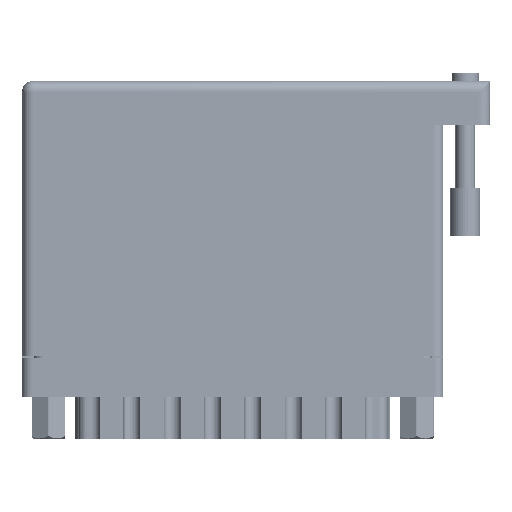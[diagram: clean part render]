
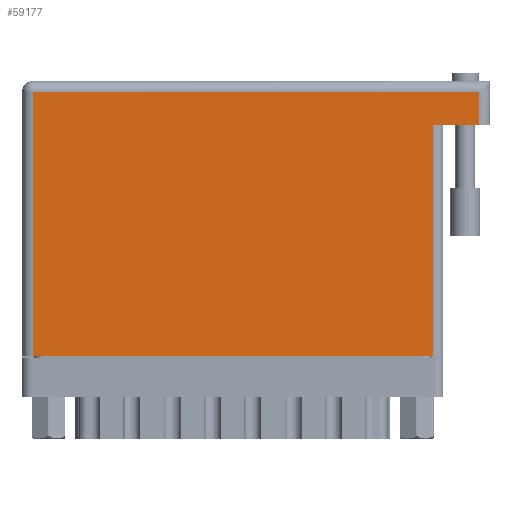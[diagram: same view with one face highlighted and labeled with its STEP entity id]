
A CAD part, front view. The second image highlights one B-rep face of the part: STEP entity #59177.
In plain terms, the highlighted face is planar.
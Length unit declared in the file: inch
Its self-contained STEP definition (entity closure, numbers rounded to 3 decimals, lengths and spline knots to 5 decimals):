
#937 = ORIENTED_EDGE ( 'NONE', *, *, #76984, .T. ) ;
#2136 = CARTESIAN_POINT ( 'NONE',  ( 2.648, 1.495, 0. ) ) ;
#3990 = CARTESIAN_POINT ( 'NONE',  ( 0.07, 1.705, 0. ) ) ;
#5908 = DIRECTION ( 'NONE',  ( 0., 0., -1. ) ) ;
#6606 = EDGE_CURVE ( 'NONE', #40105, #6701, #32639, .T. ) ;
#6701 = VERTEX_POINT ( 'NONE', #71692 ) ;
#6774 = EDGE_CURVE ( 'NONE', #82343, #79467, #15000, .T. ) ;
#7649 = EDGE_CURVE ( 'NONE', #40105, #72119, #63661, .T. ) ;
#12558 = CARTESIAN_POINT ( 'NONE',  ( 0., 1.775, 0. ) ) ;
#13737 = LINE ( 'NONE', #2136, #67629 ) ;
#14317 = DIRECTION ( 'NONE',  ( 0., 1., 0. ) ) ;
#15000 = LINE ( 'NONE', #47603, #18137 ) ;
#18137 = VECTOR ( 'NONE', #46471, 39.37008 ) ;
#19452 = DIRECTION ( 'NONE',  ( 0., 1., 0. ) ) ;
#20651 = CARTESIAN_POINT ( 'NONE',  ( 2.648, 0., 0. ) ) ;
#25218 = CARTESIAN_POINT ( 'NONE',  ( 3.018, 1.495, 0. ) ) ;
#26717 = PLANE ( 'NONE',  #31161 ) ;
#30269 = CARTESIAN_POINT ( 'NONE',  ( 2.648, 1.495, 0. ) ) ;
#31033 = DIRECTION ( 'NONE',  ( -1., 0., 0. ) ) ;
#31161 = AXIS2_PLACEMENT_3D ( 'NONE', #12558, #5908, #53427 ) ;
#32574 = CARTESIAN_POINT ( 'NONE',  ( 2.948, 1.775, 0. ) ) ;
#32639 = LINE ( 'NONE', #32574, #72042 ) ;
#34374 = LINE ( 'NONE', #83732, #41611 ) ;
#36189 = ORIENTED_EDGE ( 'NONE', *, *, #42002, .T. ) ;
#40105 = VERTEX_POINT ( 'NONE', #74651 ) ;
#41581 = ORIENTED_EDGE ( 'NONE', *, *, #6606, .T. ) ;
#41611 = VECTOR ( 'NONE', #64940, 39.37008 ) ;
#42002 = EDGE_CURVE ( 'NONE', #6701, #82343, #61688, .T. ) ;
#46471 = DIRECTION ( 'NONE',  ( 0., -1., 0. ) ) ;
#47603 = CARTESIAN_POINT ( 'NONE',  ( 0.07, 0., 0. ) ) ;
#50161 = VECTOR ( 'NONE', #77443, 39.37008 ) ;
#51021 = CARTESIAN_POINT ( 'NONE',  ( 0., 1.705, 0. ) ) ;
#53427 = DIRECTION ( 'NONE',  ( -1., 0., 0. ) ) ;
#56667 = ORIENTED_EDGE ( 'NONE', *, *, #7649, .F. ) ;
#59177 = ADVANCED_FACE ( 'NONE', ( #63838 ), #26717, .F. ) ;
#61688 = LINE ( 'NONE', #51021, #81383 ) ;
#62610 = EDGE_LOOP ( 'NONE', ( #66483, #937, #56667, #41581, #36189, #78038 ) ) ;
#62705 = CARTESIAN_POINT ( 'NONE',  ( 0.07, 0., 0. ) ) ;
#63661 = LINE ( 'NONE', #25218, #50161 ) ;
#63838 = FACE_OUTER_BOUND ( 'NONE', #62610, .T. ) ;
#64940 = DIRECTION ( 'NONE',  ( 1., 0., 0. ) ) ;
#66483 = ORIENTED_EDGE ( 'NONE', *, *, #67851, .T. ) ;
#67629 = VECTOR ( 'NONE', #14317, 39.37008 ) ;
#67851 = EDGE_CURVE ( 'NONE', #79467, #70603, #34374, .T. ) ;
#70603 = VERTEX_POINT ( 'NONE', #20651 ) ;
#71692 = CARTESIAN_POINT ( 'NONE',  ( 2.948, 1.705, 0. ) ) ;
#72042 = VECTOR ( 'NONE', #19452, 39.37008 ) ;
#72119 = VERTEX_POINT ( 'NONE', #30269 ) ;
#74651 = CARTESIAN_POINT ( 'NONE',  ( 2.948, 1.495, 0. ) ) ;
#76984 = EDGE_CURVE ( 'NONE', #70603, #72119, #13737, .T. ) ;
#77443 = DIRECTION ( 'NONE',  ( -1., 0., 0. ) ) ;
#78038 = ORIENTED_EDGE ( 'NONE', *, *, #6774, .T. ) ;
#79467 = VERTEX_POINT ( 'NONE', #62705 ) ;
#81383 = VECTOR ( 'NONE', #31033, 39.37008 ) ;
#82343 = VERTEX_POINT ( 'NONE', #3990 ) ;
#83732 = CARTESIAN_POINT ( 'NONE',  ( 0., 0., 0. ) ) ;
